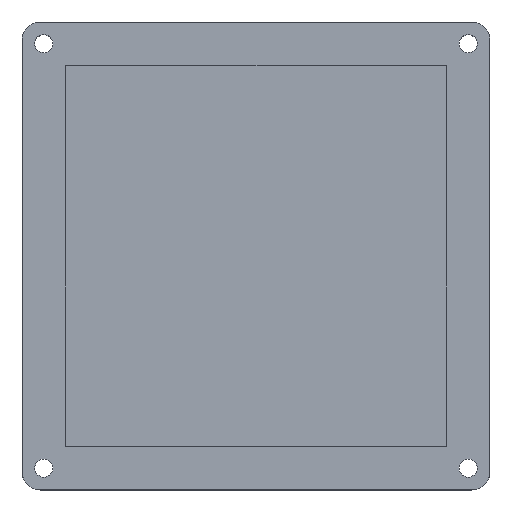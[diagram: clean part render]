
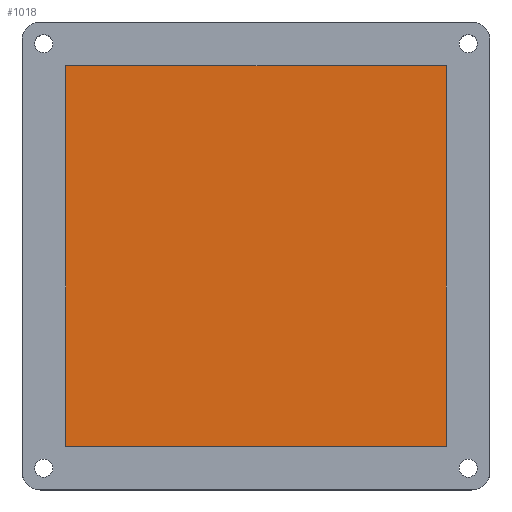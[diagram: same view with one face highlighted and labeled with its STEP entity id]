
A CAD part, top view. The second image highlights one B-rep face of the part: STEP entity #1018.
In plain terms, the highlighted planar face has unit normal (0, 0, 1).
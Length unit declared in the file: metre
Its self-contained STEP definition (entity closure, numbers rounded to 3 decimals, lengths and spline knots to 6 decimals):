
#228=ORIENTED_EDGE('',*,*,#341,.F.);
#229=ORIENTED_EDGE('',*,*,#451,.T.);
#230=ORIENTED_EDGE('',*,*,#452,.T.);
#231=ORIENTED_EDGE('',*,*,#453,.F.);
#341=EDGE_CURVE('',#481,#482,#573,.T.);
#451=EDGE_CURVE('',#481,#558,#667,.T.);
#452=EDGE_CURVE('',#558,#559,#668,.T.);
#453=EDGE_CURVE('',#482,#559,#669,.T.);
#481=VERTEX_POINT('',#1439);
#482=VERTEX_POINT('',#1441);
#558=VERTEX_POINT('',#1657);
#559=VERTEX_POINT('',#1659);
#573=LINE('',#1440,#689);
#667=LINE('',#1656,#783);
#668=LINE('',#1658,#784);
#669=LINE('',#1660,#785);
#689=VECTOR('',#1157,1.);
#783=VECTOR('',#1343,1.);
#784=VECTOR('',#1344,1.);
#785=VECTOR('',#1345,1.);
#838=EDGE_LOOP('',(#228,#229,#230,#231));
#912=FACE_BOUND('',#838,.T.);
#975=PLANE('',#1106);
#1018=ADVANCED_FACE('',(#912),#975,.T.);
#1106=AXIS2_PLACEMENT_3D('',#1655,#1341,#1342);
#1157=DIRECTION('',(1.,0.,0.));
#1341=DIRECTION('',(0.,0.,1.));
#1342=DIRECTION('',(1.,0.,0.));
#1343=DIRECTION('',(0.,-1.,0.));
#1344=DIRECTION('',(1.,0.,0.));
#1345=DIRECTION('',(0.,-1.,0.));
#1439=CARTESIAN_POINT('',(-0.058436,0.064583,0.005));
#1440=CARTESIAN_POINT('',(-0.005936,0.064583,0.005));
#1441=CARTESIAN_POINT('',(0.046564,0.064583,0.005));
#1655=CARTESIAN_POINT('',(-0.005936,0.012083,0.005));
#1656=CARTESIAN_POINT('',(-0.058436,0.012083,0.005));
#1657=CARTESIAN_POINT('',(-0.058436,-0.040417,0.005));
#1658=CARTESIAN_POINT('',(-0.005936,-0.040417,0.005));
#1659=CARTESIAN_POINT('',(0.046564,-0.040417,0.005));
#1660=CARTESIAN_POINT('',(0.046564,0.012083,0.005));
